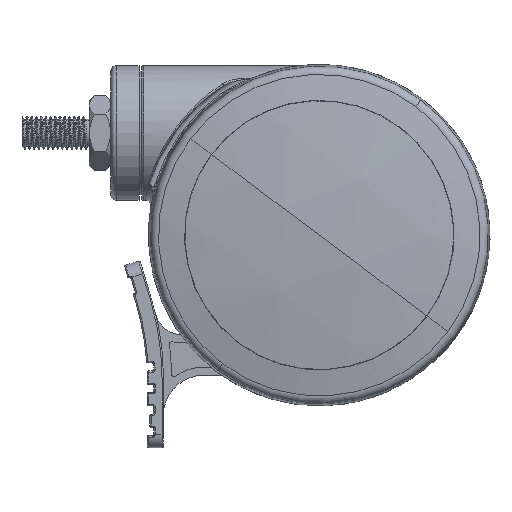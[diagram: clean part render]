
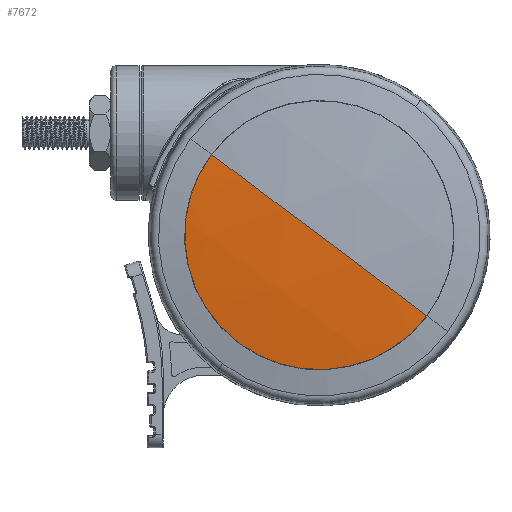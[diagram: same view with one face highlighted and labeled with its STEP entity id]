
A CAD part, left-side view. The second image highlights one B-rep face of the part: STEP entity #7672.
In plain terms, the highlighted spherical face has radius 314 mm.
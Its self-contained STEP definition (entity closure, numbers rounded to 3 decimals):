
#301 = CARTESIAN_POINT ( 'NONE',  ( 0., 0., 290.755 ) ) ;
#1220 = ORIENTED_EDGE ( 'NONE', *, *, #9000, .T. ) ;
#3402 = DIRECTION ( 'NONE',  ( 0., -1., 0. ) ) ;
#3986 = DIRECTION ( 'NONE',  ( 0., 1., 0. ) ) ;
#4247 = AXIS2_PLACEMENT_3D ( 'NONE', #5514, #12947, #20391 ) ;
#5248 = EDGE_LOOP ( 'NONE', ( #6965, #13362, #7484, #1220 ) ) ;
#5305 = VERTEX_POINT ( 'NONE', #11848 ) ;
#5318 = CIRCLE ( 'NONE', #18950, 50. ) ;
#5424 = VERTEX_POINT ( 'NONE', #13985 ) ;
#5514 = CARTESIAN_POINT ( 'NONE',  ( 0., 0., -19.239 ) ) ;
#5815 = SPHERICAL_SURFACE ( 'NONE', #11142, 314. ) ;
#6542 = DIRECTION ( 'NONE',  ( 0., 0., -1. ) ) ;
#6574 = CARTESIAN_POINT ( 'NONE',  ( 0., 0., -23.245 ) ) ;
#6965 = ORIENTED_EDGE ( 'NONE', *, *, #11281, .F. ) ;
#7376 = CARTESIAN_POINT ( 'NONE',  ( 50., 0., -19.239 ) ) ;
#7484 = ORIENTED_EDGE ( 'NONE', *, *, #15635, .T. ) ;
#7628 = FACE_OUTER_BOUND ( 'NONE', #5248, .T. ) ;
#7672 = ADVANCED_FACE ( 'NONE', ( #7628 ), #5815, .T. ) ;
#7696 = AXIS2_PLACEMENT_3D ( 'NONE', #301, #7724, #15167 ) ;
#7724 = DIRECTION ( 'NONE',  ( 1., 0., 0. ) ) ;
#9000 = EDGE_CURVE ( 'NONE', #23386, #5305, #14753, .T. ) ;
#10060 = AXIS2_PLACEMENT_3D ( 'NONE', #12656, #20101, #3402 ) ;
#11142 = AXIS2_PLACEMENT_3D ( 'NONE', #13253, #20689, #3986 ) ;
#11281 = EDGE_CURVE ( 'NONE', #23960, #5305, #20588, .T. ) ;
#11848 = CARTESIAN_POINT ( 'NONE',  ( 0., -50., -19.239 ) ) ;
#12656 = CARTESIAN_POINT ( 'NONE',  ( 0., 0., 290.755 ) ) ;
#12947 = DIRECTION ( 'NONE',  ( 0., 0., -1. ) ) ;
#13253 = CARTESIAN_POINT ( 'NONE',  ( 0., 0., 290.755 ) ) ;
#13362 = ORIENTED_EDGE ( 'NONE', *, *, #14061, .T. ) ;
#13984 = DIRECTION ( 'NONE',  ( 1., 0., 0. ) ) ;
#13985 = CARTESIAN_POINT ( 'NONE',  ( 0., 50., -19.239 ) ) ;
#14061 = EDGE_CURVE ( 'NONE', #23960, #5424, #18217, .T. ) ;
#14753 = CIRCLE ( 'NONE', #4247, 50. ) ;
#15167 = DIRECTION ( 'NONE',  ( 0., 0., -1. ) ) ;
#15635 = EDGE_CURVE ( 'NONE', #5424, #23386, #5318, .T. ) ;
#18217 = CIRCLE ( 'NONE', #7696, 314. ) ;
#18950 = AXIS2_PLACEMENT_3D ( 'NONE', #23246, #6542, #13984 ) ;
#20101 = DIRECTION ( 'NONE',  ( -1., 0., 0. ) ) ;
#20391 = DIRECTION ( 'NONE',  ( 1., 0., 0. ) ) ;
#20588 = CIRCLE ( 'NONE', #10060, 314. ) ;
#20689 = DIRECTION ( 'NONE',  ( -1., 0., 0. ) ) ;
#23246 = CARTESIAN_POINT ( 'NONE',  ( 0., 0., -19.239 ) ) ;
#23386 = VERTEX_POINT ( 'NONE', #7376 ) ;
#23960 = VERTEX_POINT ( 'NONE', #6574 ) ;
